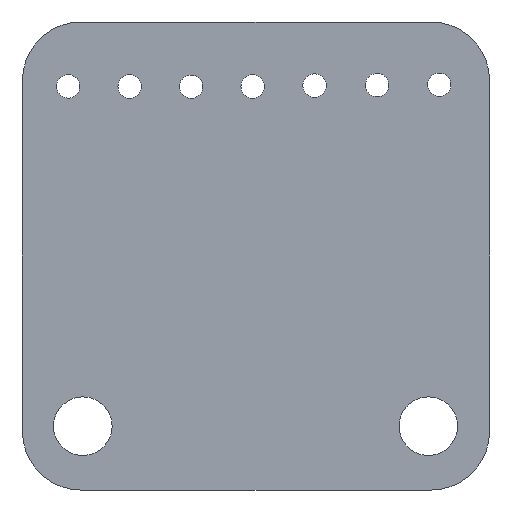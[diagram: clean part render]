
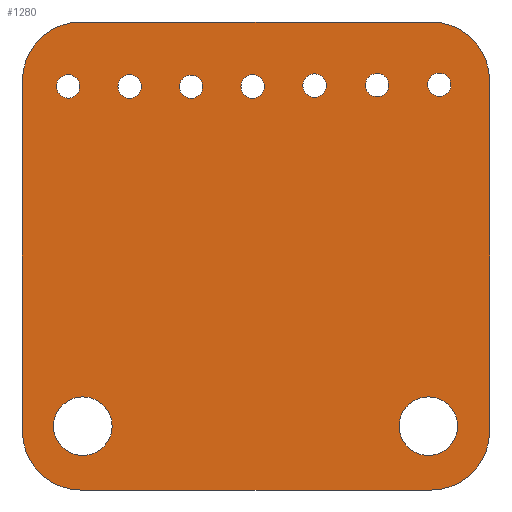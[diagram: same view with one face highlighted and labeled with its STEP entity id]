
A CAD part, front view. The second image highlights one B-rep face of the part: STEP entity #1280.
In plain terms, the highlighted planar face has unit normal (0, -1, 0).
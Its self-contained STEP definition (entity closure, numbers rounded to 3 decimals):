
#39=FACE_BOUND('',#186,.T.);
#40=FACE_BOUND('',#187,.T.);
#41=FACE_BOUND('',#188,.T.);
#42=FACE_BOUND('',#189,.T.);
#43=FACE_BOUND('',#190,.T.);
#44=FACE_BOUND('',#191,.T.);
#45=FACE_BOUND('',#192,.T.);
#46=FACE_BOUND('',#193,.T.);
#47=FACE_BOUND('',#194,.T.);
#65=PLANE('',#1374);
#107=FACE_OUTER_BOUND('',#185,.T.);
#185=EDGE_LOOP('',(#883,#884,#885,#886,#887,#888,#889,#890));
#186=EDGE_LOOP('',(#891));
#187=EDGE_LOOP('',(#892));
#188=EDGE_LOOP('',(#893));
#189=EDGE_LOOP('',(#894));
#190=EDGE_LOOP('',(#895));
#191=EDGE_LOOP('',(#896));
#192=EDGE_LOOP('',(#897));
#193=EDGE_LOOP('',(#898));
#194=EDGE_LOOP('',(#899));
#288=LINE('',#1901,#421);
#291=LINE('',#1907,#424);
#292=LINE('',#1911,#425);
#293=LINE('',#1915,#426);
#421=VECTOR('',#1510,10.);
#424=VECTOR('',#1515,10.);
#425=VECTOR('',#1518,10.);
#426=VECTOR('',#1521,10.);
#553=CIRCLE('',#1372,10.);
#554=CIRCLE('',#1375,10.);
#555=CIRCLE('',#1376,10.);
#556=CIRCLE('',#1377,10.);
#557=CIRCLE('',#1378,2.);
#558=CIRCLE('',#1379,2.);
#559=CIRCLE('',#1380,5.);
#560=CIRCLE('',#1381,2.);
#561=CIRCLE('',#1382,2.);
#562=CIRCLE('',#1383,2.);
#563=CIRCLE('',#1384,5.);
#564=CIRCLE('',#1385,2.);
#565=CIRCLE('',#1386,2.);
#580=VERTEX_POINT('',#1894);
#581=VERTEX_POINT('',#1896);
#582=VERTEX_POINT('',#1900);
#584=VERTEX_POINT('',#1906);
#585=VERTEX_POINT('',#1908);
#586=VERTEX_POINT('',#1910);
#587=VERTEX_POINT('',#1912);
#588=VERTEX_POINT('',#1914);
#589=VERTEX_POINT('',#1917);
#590=VERTEX_POINT('',#1919);
#591=VERTEX_POINT('',#1921);
#592=VERTEX_POINT('',#1923);
#593=VERTEX_POINT('',#1925);
#594=VERTEX_POINT('',#1927);
#595=VERTEX_POINT('',#1929);
#596=VERTEX_POINT('',#1931);
#597=VERTEX_POINT('',#1933);
#694=EDGE_CURVE('',#580,#581,#553,.T.);
#696=EDGE_CURVE('',#582,#581,#288,.T.);
#699=EDGE_CURVE('',#580,#584,#291,.T.);
#700=EDGE_CURVE('',#585,#584,#554,.T.);
#701=EDGE_CURVE('',#585,#586,#292,.T.);
#702=EDGE_CURVE('',#587,#586,#555,.T.);
#703=EDGE_CURVE('',#587,#588,#293,.T.);
#704=EDGE_CURVE('',#582,#588,#556,.T.);
#705=EDGE_CURVE('',#589,#589,#557,.T.);
#706=EDGE_CURVE('',#590,#590,#558,.T.);
#707=EDGE_CURVE('',#591,#591,#559,.T.);
#708=EDGE_CURVE('',#592,#592,#560,.T.);
#709=EDGE_CURVE('',#593,#593,#561,.T.);
#710=EDGE_CURVE('',#594,#594,#562,.T.);
#711=EDGE_CURVE('',#595,#595,#563,.T.);
#712=EDGE_CURVE('',#596,#596,#564,.T.);
#713=EDGE_CURVE('',#597,#597,#565,.T.);
#883=ORIENTED_EDGE('',*,*,#694,.F.);
#884=ORIENTED_EDGE('',*,*,#699,.T.);
#885=ORIENTED_EDGE('',*,*,#700,.F.);
#886=ORIENTED_EDGE('',*,*,#701,.T.);
#887=ORIENTED_EDGE('',*,*,#702,.F.);
#888=ORIENTED_EDGE('',*,*,#703,.T.);
#889=ORIENTED_EDGE('',*,*,#704,.F.);
#890=ORIENTED_EDGE('',*,*,#696,.T.);
#891=ORIENTED_EDGE('',*,*,#705,.T.);
#892=ORIENTED_EDGE('',*,*,#706,.T.);
#893=ORIENTED_EDGE('',*,*,#707,.T.);
#894=ORIENTED_EDGE('',*,*,#708,.T.);
#895=ORIENTED_EDGE('',*,*,#709,.T.);
#896=ORIENTED_EDGE('',*,*,#710,.T.);
#897=ORIENTED_EDGE('',*,*,#711,.T.);
#898=ORIENTED_EDGE('',*,*,#712,.T.);
#899=ORIENTED_EDGE('',*,*,#713,.T.);
#1280=ADVANCED_FACE('',(#107,#39,#40,#41,#42,#43,#44,#45,#46,#47),#65,.F.);
#1372=AXIS2_PLACEMENT_3D('',#1897,#1505,#1506);
#1374=AXIS2_PLACEMENT_3D('',#1905,#1513,#1514);
#1375=AXIS2_PLACEMENT_3D('',#1909,#1516,#1517);
#1376=AXIS2_PLACEMENT_3D('',#1913,#1519,#1520);
#1377=AXIS2_PLACEMENT_3D('',#1916,#1522,#1523);
#1378=AXIS2_PLACEMENT_3D('',#1918,#1524,#1525);
#1379=AXIS2_PLACEMENT_3D('',#1920,#1526,#1527);
#1380=AXIS2_PLACEMENT_3D('',#1922,#1528,#1529);
#1381=AXIS2_PLACEMENT_3D('',#1924,#1530,#1531);
#1382=AXIS2_PLACEMENT_3D('',#1926,#1532,#1533);
#1383=AXIS2_PLACEMENT_3D('',#1928,#1534,#1535);
#1384=AXIS2_PLACEMENT_3D('',#1930,#1536,#1537);
#1385=AXIS2_PLACEMENT_3D('',#1932,#1538,#1539);
#1386=AXIS2_PLACEMENT_3D('',#1934,#1540,#1541);
#1505=DIRECTION('center_axis',(0.,1.,0.));
#1506=DIRECTION('ref_axis',(-0.707,0.,0.707));
#1510=DIRECTION('',(-1.,0.,0.));
#1513=DIRECTION('center_axis',(0.,1.,0.));
#1514=DIRECTION('ref_axis',(1.,0.,0.));
#1515=DIRECTION('',(0.,0.,-1.));
#1516=DIRECTION('center_axis',(0.,1.,0.));
#1517=DIRECTION('ref_axis',(-0.707,0.,-0.707));
#1518=DIRECTION('',(1.,0.,0.));
#1519=DIRECTION('center_axis',(0.,1.,0.));
#1520=DIRECTION('ref_axis',(0.707,0.,-0.707));
#1521=DIRECTION('',(0.,0.,1.));
#1522=DIRECTION('center_axis',(0.,1.,0.));
#1523=DIRECTION('ref_axis',(0.707,0.,0.707));
#1524=DIRECTION('center_axis',(0.,1.,0.));
#1525=DIRECTION('ref_axis',(-1.,0.,0.));
#1526=DIRECTION('center_axis',(0.,1.,0.));
#1527=DIRECTION('ref_axis',(-1.,0.,0.));
#1528=DIRECTION('center_axis',(0.,1.,0.));
#1529=DIRECTION('ref_axis',(-1.,0.,0.));
#1530=DIRECTION('center_axis',(0.,1.,0.));
#1531=DIRECTION('ref_axis',(-1.,0.,0.));
#1532=DIRECTION('center_axis',(0.,1.,0.));
#1533=DIRECTION('ref_axis',(-1.,0.,0.));
#1534=DIRECTION('center_axis',(0.,1.,0.));
#1535=DIRECTION('ref_axis',(-1.,0.,0.));
#1536=DIRECTION('center_axis',(0.,1.,0.));
#1537=DIRECTION('ref_axis',(-1.,0.,0.));
#1538=DIRECTION('center_axis',(0.,1.,0.));
#1539=DIRECTION('ref_axis',(-1.,0.,0.));
#1540=DIRECTION('center_axis',(0.,1.,0.));
#1541=DIRECTION('ref_axis',(-1.,0.,0.));
#1894=CARTESIAN_POINT('',(-52.315,0.,35.017));
#1896=CARTESIAN_POINT('',(-42.315,0.,45.017));
#1897=CARTESIAN_POINT('Origin',(-42.315,0.,35.017));
#1900=CARTESIAN_POINT('',(17.458,0.,45.017));
#1901=CARTESIAN_POINT('',(27.458,0.,45.017));
#1905=CARTESIAN_POINT('Origin',(-12.428,0.,5.058));
#1906=CARTESIAN_POINT('',(-52.315,0.,-24.901));
#1907=CARTESIAN_POINT('',(-52.315,0.,45.017));
#1908=CARTESIAN_POINT('',(-42.315,0.,-34.901));
#1909=CARTESIAN_POINT('Origin',(-42.315,0.,-24.901));
#1910=CARTESIAN_POINT('',(17.458,0.,-34.901));
#1911=CARTESIAN_POINT('',(-52.315,0.,-34.901));
#1912=CARTESIAN_POINT('',(27.458,0.,-24.901));
#1913=CARTESIAN_POINT('Origin',(17.458,0.,-24.901));
#1914=CARTESIAN_POINT('',(27.458,0.,35.017));
#1915=CARTESIAN_POINT('',(27.458,0.,-34.901));
#1916=CARTESIAN_POINT('Origin',(17.458,0.,35.017));
#1917=CARTESIAN_POINT('',(-42.522,0.,34.015));
#1918=CARTESIAN_POINT('Origin',(-44.522,0.,34.015));
#1919=CARTESIAN_POINT('',(-0.424,0.,34.166));
#1920=CARTESIAN_POINT('Origin',(-2.424,0.,34.166));
#1921=CARTESIAN_POINT('',(-37.,0.,-24.));
#1922=CARTESIAN_POINT('Origin',(-42.,0.,-24.));
#1923=CARTESIAN_POINT('',(10.242,0.,34.249));
#1924=CARTESIAN_POINT('Origin',(8.242,0.,34.249));
#1925=CARTESIAN_POINT('',(-32.,0.,34.));
#1926=CARTESIAN_POINT('Origin',(-34.,0.,34.));
#1927=CARTESIAN_POINT('',(-11.,0.,34.));
#1928=CARTESIAN_POINT('Origin',(-13.,0.,34.));
#1929=CARTESIAN_POINT('',(22.,0.,-24.));
#1930=CARTESIAN_POINT('Origin',(17.,0.,-24.));
#1931=CARTESIAN_POINT('',(20.864,0.,34.298));
#1932=CARTESIAN_POINT('Origin',(18.864,0.,34.298));
#1933=CARTESIAN_POINT('',(-21.523,0.,33.965));
#1934=CARTESIAN_POINT('Origin',(-23.523,0.,33.965));
